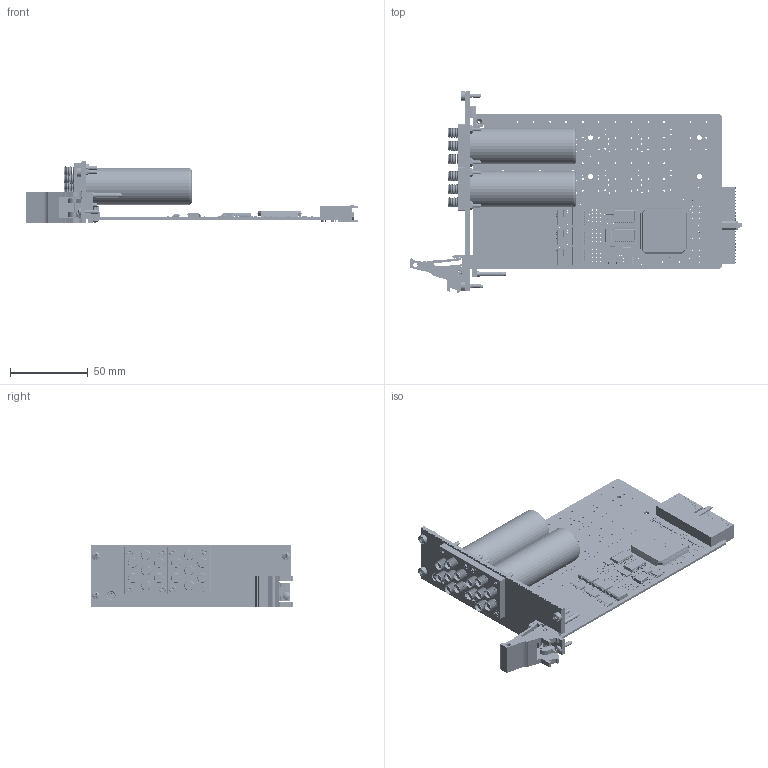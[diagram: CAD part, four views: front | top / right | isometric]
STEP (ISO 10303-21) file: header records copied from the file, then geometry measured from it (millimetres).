
FILE_DESCRIPTION (( 'STEP AP214' ), '1' );
FILE_NAME ('40-786-522 PXI Dual 6CH uWave SMA MUX.STEP', '2013-09-10T13:28:23', ( 'admin' ), ( '' ), 'SwSTEP 2.0', 'SolidWorks 2012', '' );
FILE_SCHEMA (( 'AUTOMOTIVE_DESIGN' ));
Length unit declared in the file: millimetre
Products named in the file (1): 40-786-522 PXI Dual 6CH uWave SMA MUX
Bounding box: 213.93 x 129.87 x 40 mm (x, y, z)
Surface area: 82374.8 mm2 (no closed solid volume)
Topology: 0 solids, 613 shells, 3959 faces, 15492 edges, 11711 vertices
Faces by surface type: plane 2587, cylinder 961, cone 366, torus 18, bspline 17, sphere 10
Full cylindrical faces by diameter (mm): 0.406 x303, 0.5 x2, 0.6 x110, 0.7 x19, 0.9 x33, 1 x64, 1.1 x66, 1.496 x2, 2 x8, 2.05 x1, 2.497 x1, 2.5 x6, 2.52 x6, 2.6 x1, 2.7 x1, 2.8 x1, 3 x3, 3.2 x5, 4.5 x2, 4.7 x9, 5 x6, 5.3 x3, 5.4 x14, 5.5 x1, 5.8 x28, 5.9 x1, 6 x3, 23.6 x2, 26 x2
Entity records: 206099 total; most frequent: CARTESIAN_POINT 37256, DIRECTION 25373, ORIENTED_EDGE 19822, EDGE_CURVE 14275, VERTEX_POINT 11572, VECTOR 10111, LINE 10111, AXIS2_PLACEMENT_3D 7631
